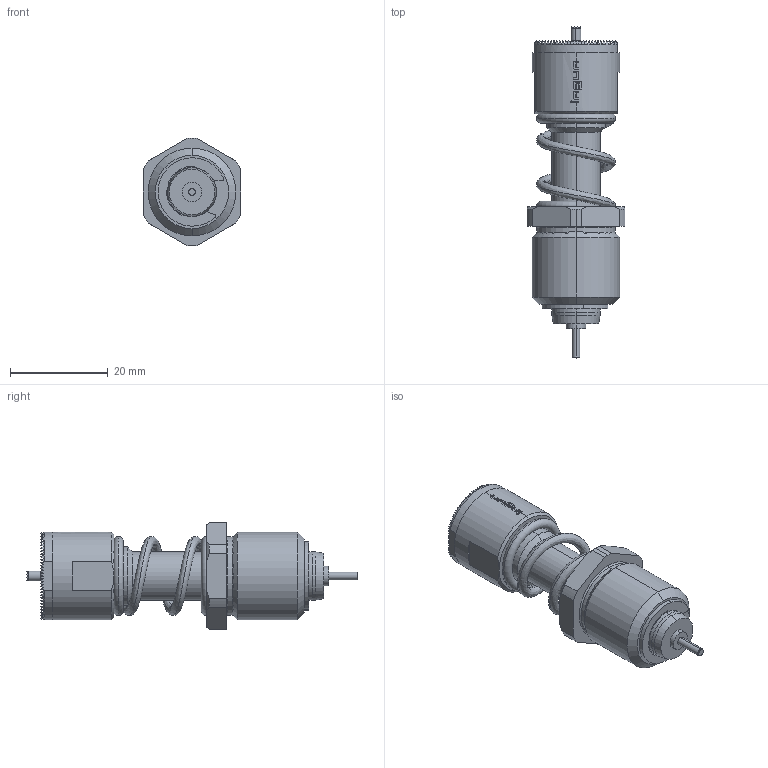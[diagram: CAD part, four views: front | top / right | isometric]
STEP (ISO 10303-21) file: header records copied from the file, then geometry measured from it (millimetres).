
FILE_DESCRIPTION (( 'STEP AP203' ), '1' );
FILE_NAME ('INGUN_BCP-655_360_1800_A_xx04_M-53.STEP', '2025-06-05T12:47:55', ( '' ), ( '' ), 'SwSTEP 2.0', 'SolidWorks 2023', '' );
FILE_SCHEMA (( 'CONFIG_CONTROL_DESIGN' ));
Products named in the file (1): INGUN_BCP-655_360_1800_A_xx04_M-53
Bounding box: 20 x 68 x 22 mm (x, y, z)
Volume: 11252.6 mm3; surface area: 5186.6 mm2
Topology: 1 solids, 1 shells, 3084 faces, 5174 edges, 2101 vertices
Faces by surface type: plane 2933, cylinder 78, cone 35, bspline 25, torus 13
Entity records: 67291 total; most frequent: CARTESIAN_POINT 13580, DIRECTION 11084, ORIENTED_EDGE 10348, EDGE_CURVE 5174, VECTOR 4436, LINE 4436, AXIS2_PLACEMENT_3D 3324, EDGE_LOOP 3095
